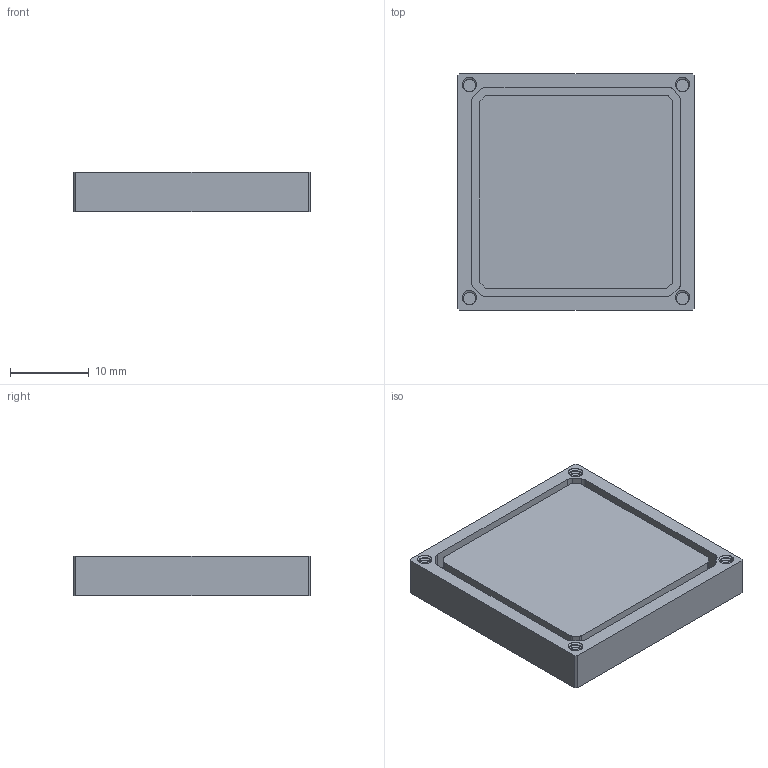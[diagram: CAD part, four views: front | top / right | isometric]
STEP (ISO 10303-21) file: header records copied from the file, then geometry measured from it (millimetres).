
FILE_DESCRIPTION(/* description */ (''),/* implementation_level */ '2;1');
FILE_NAME(/* name */ 'MNT_STM_bot v6.step',/* time_stamp */ '2021-08-26T14:22:51+02:00',/* author */ (''),/* organization */ (''),/* preprocessor_version */ 'ST-DEVELOPER v18.1',/* originating_system */ 'Autodesk Translation Framework v10.9.0.1377',/* authorisation */ '');
FILE_SCHEMA (('AUTOMOTIVE_DESIGN { 1 0 10303 214 3 1 1 }'));
Length unit declared in the file: millimetre
Products named in the file (1): MNT_STM
Bounding box: 30 x 30 x 5 mm (x, y, z)
Volume: 4148.6 mm3; surface area: 3106 mm2
Topology: 1 solids, 1 shells, 145 faces, 408 edges, 272 vertices
Faces by surface type: cylinder 102, plane 33, bspline 10
Full cylindrical faces by diameter (mm): 1.623 x16, 2.074 x8, 4.529 x4, 5.086 x2
Entity records: 10391 total; most frequent: CARTESIAN_POINT 6964, ORIENTED_EDGE 816, DIRECTION 540, EDGE_CURVE 408, VERTEX_POINT 272, B_SPLINE_CURVE_WITH_KNOTS 192, AXIS2_PLACEMENT_3D 188, LINE 164
